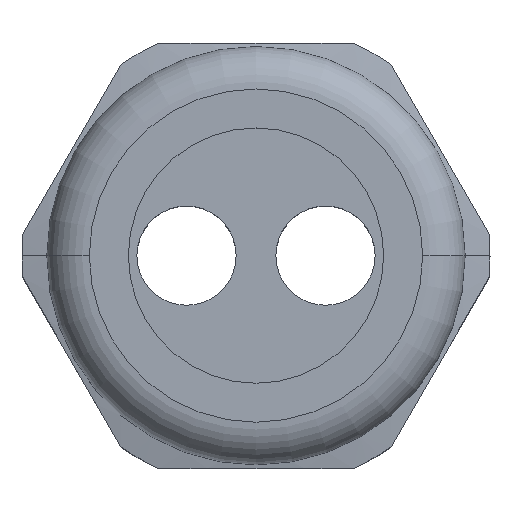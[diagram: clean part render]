
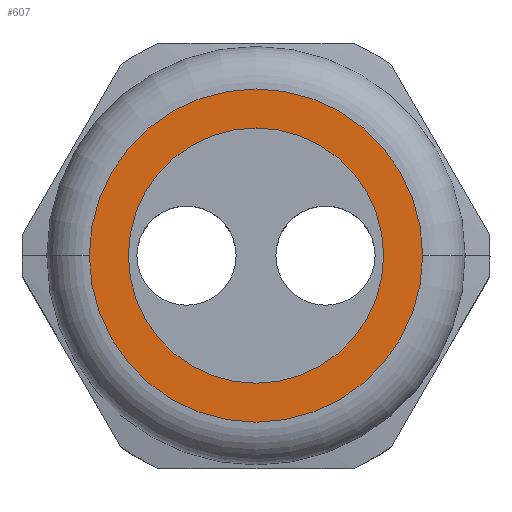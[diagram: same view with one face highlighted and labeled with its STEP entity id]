
A CAD part, top view. The second image highlights one B-rep face of the part: STEP entity #607.
In plain terms, the highlighted planar face has unit normal (0, 0, 1).
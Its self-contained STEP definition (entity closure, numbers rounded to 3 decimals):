
#37 = AXIS2_PLACEMENT_3D ( 'NONE', #1002, #1003, #1004 ) ;
#43 = AXIS2_PLACEMENT_3D ( 'NONE', #999, #1000, #1001 ) ;
#62 = AXIS2_PLACEMENT_3D ( 'NONE', #950, #957, #958 ) ;
#185 = CIRCLE ( 'NONE', #338, 11.75 ) ;
#234 = CIRCLE ( 'NONE', #37, 9. ) ;
#235 = CIRCLE ( 'NONE', #43, 11.75 ) ;
#238 = CIRCLE ( 'NONE', #62, 9. ) ;
#338 = AXIS2_PLACEMENT_3D ( 'NONE', #1642, #1643, #1644 ) ;
#422 = AXIS2_PLACEMENT_3D ( 'NONE', #1116, #1117, #1118 ) ;
#424 = FACE_OUTER_BOUND ( 'NONE', #1176, .T. ) ;
#430 = FACE_BOUND ( 'NONE', #1175, .T. ) ;
#557 = EDGE_CURVE ( 'NONE', #822, #821, #238, .T. ) ;
#569 = EDGE_CURVE ( 'NONE', #836, #804, #235, .T. ) ;
#570 = EDGE_CURVE ( 'NONE', #821, #822, #234, .T. ) ;
#607 = ADVANCED_FACE ( 'NONE', ( #430, #424 ), #1115, .T. ) ;
#672 = EDGE_CURVE ( 'NONE', #804, #836, #185, .T. ) ;
#730 = ORIENTED_EDGE ( 'NONE', *, *, #672, .T. ) ;
#731 = ORIENTED_EDGE ( 'NONE', *, *, #570, .F. ) ;
#733 = ORIENTED_EDGE ( 'NONE', *, *, #557, .F. ) ;
#734 = ORIENTED_EDGE ( 'NONE', *, *, #569, .T. ) ;
#804 = VERTEX_POINT ( 'NONE', #1766 ) ;
#821 = VERTEX_POINT ( 'NONE', #1783 ) ;
#822 = VERTEX_POINT ( 'NONE', #1784 ) ;
#836 = VERTEX_POINT ( 'NONE', #1798 ) ;
#950 = CARTESIAN_POINT ( 'NONE',  ( 0., 0., 32. ) ) ;
#957 = DIRECTION ( 'NONE',  ( 0., 0., 1. ) ) ;
#958 = DIRECTION ( 'NONE',  ( 1., 0., 0. ) ) ;
#999 = CARTESIAN_POINT ( 'NONE',  ( 0., 0., 32. ) ) ;
#1000 = DIRECTION ( 'NONE',  ( 0., 0., 1. ) ) ;
#1001 = DIRECTION ( 'NONE',  ( 1., 0., 0. ) ) ;
#1002 = CARTESIAN_POINT ( 'NONE',  ( 0., 0., 32. ) ) ;
#1003 = DIRECTION ( 'NONE',  ( 0., 0., 1. ) ) ;
#1004 = DIRECTION ( 'NONE',  ( 1., 0., 0. ) ) ;
#1115 = PLANE ( 'NONE',  #422 ) ;
#1116 = CARTESIAN_POINT ( 'NONE',  ( 0., 0., 32. ) ) ;
#1117 = DIRECTION ( 'NONE',  ( 0., 0., 1. ) ) ;
#1118 = DIRECTION ( 'NONE',  ( 1., 0., 0. ) ) ;
#1175 = EDGE_LOOP ( 'NONE', ( #731, #733 ) ) ;
#1176 = EDGE_LOOP ( 'NONE', ( #730, #734 ) ) ;
#1642 = CARTESIAN_POINT ( 'NONE',  ( 0., 0., 32. ) ) ;
#1643 = DIRECTION ( 'NONE',  ( 0., 0., 1. ) ) ;
#1644 = DIRECTION ( 'NONE',  ( 1., 0., 0. ) ) ;
#1766 = CARTESIAN_POINT ( 'NONE',  ( 11.75, 0., 32. ) ) ;
#1783 = CARTESIAN_POINT ( 'NONE',  ( 9., 0., 32. ) ) ;
#1784 = CARTESIAN_POINT ( 'NONE',  ( -9., 0., 32. ) ) ;
#1798 = CARTESIAN_POINT ( 'NONE',  ( -11.75, 0., 32. ) ) ;
